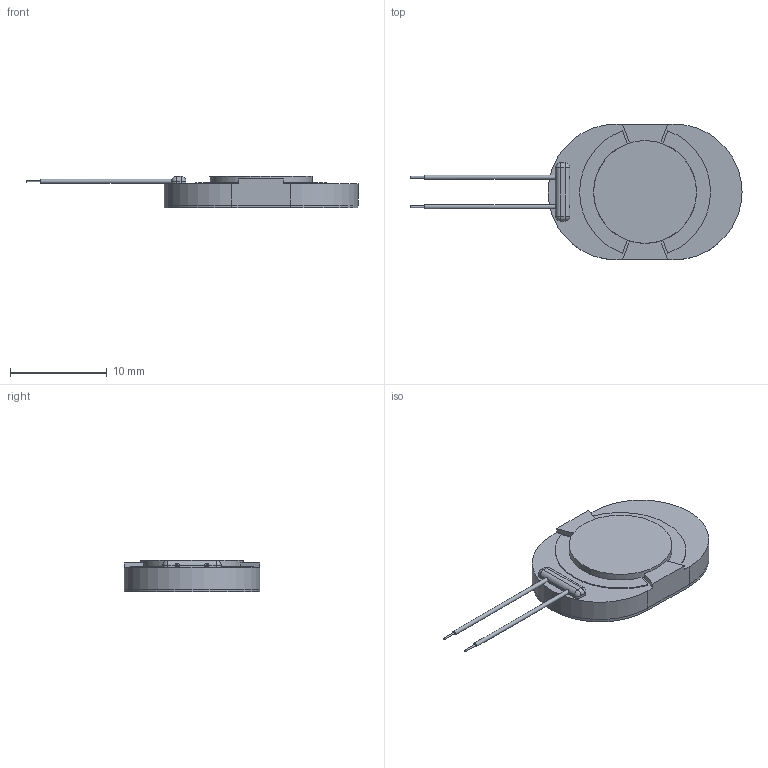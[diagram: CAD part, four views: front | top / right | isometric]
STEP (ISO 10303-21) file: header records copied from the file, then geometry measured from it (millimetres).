
FILE_DESCRIPTION(/* description */ ('Alibre Inc.'),/* implementation_level */ '2;1');
FILE_NAME(/* name */ 'export0',/* time_stamp */ '2018-11-01T07:47:20-05:00',/* author */ (''),/* organization */ (''),/* preprocessor_version */ 'ST-DEVELOPER v17',/* originating_system */ 'Alibre',/* authorisation */ '');
FILE_SCHEMA (('CONFIG_CONTROL_DESIGN'));
Length unit declared in the file: millimetre
Products named in the file (1): ID_1
Bounding box: 34.25 x 14 x 3.3 mm (x, y, z)
Volume: 581.7 mm3; surface area: 801.3 mm2
Topology: 1 solids, 1 shells, 86 faces, 200 edges, 122 vertices
Faces by surface type: plane 48, cylinder 34, sphere 4
Full cylindrical faces by diameter (mm): 0.165 x2, 0.422 x2, 1.7 x2, 2.4 x6, 6 x1, 10.6 x1
Entity records: 2294 total; most frequent: CARTESIAN_POINT 439, ORIENTED_EDGE 350, DIRECTION 344, EDGE_CURVE 175, AXIS2_PLACEMENT_3D 156, VERTEX_POINT 115, EDGE_LOOP 110, FACE_BOUND 110
